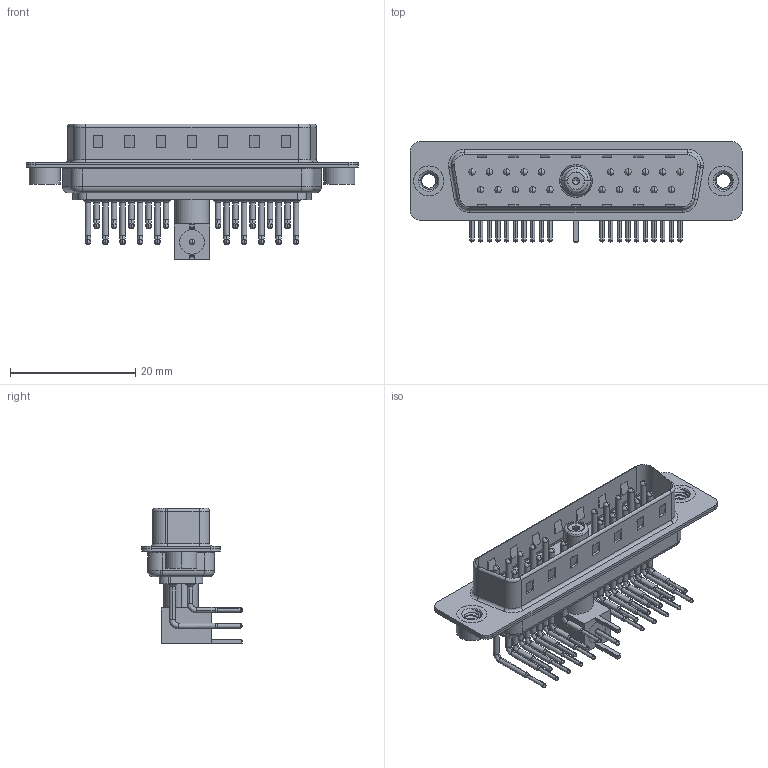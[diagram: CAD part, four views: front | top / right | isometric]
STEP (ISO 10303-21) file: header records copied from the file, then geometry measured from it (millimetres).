
FILE_DESCRIPTION (( 'STEP AP203' ), '1' );
FILE_NAME ('629-21W1240-5NA.STEP', '2022-05-13T21:26:30', ( '' ), ( '' ), 'SwSTEP 2.0', 'SolidWorks 2020', '' );
FILE_SCHEMA (( 'CONFIG_CONTROL_DESIGN' ));
Length unit declared in the file: millimetre
Products named in the file (15): 629-21W1240-5NA; 629Combo Threaded Rivet_2; RA Back Shell; Insulator Socket 2; Insulator Socket; 629Combo Shell Rear_25 Contacts; Co-Ax Jack_RA PC Tail; 629Combo Shell Front_25 Contacts; Locking Collar; Socket_RA; Insulator RA Pin; 629Combo Contact Row 2; 629Combo Contact Row 1; Co-Ax Jack Assy_RA; 629Combo Housing_21W1
Assembly tree (33 placements, depth 3):
  629-21W1240-5NA
    629Combo Housing_21W1
    629Combo Shell Rear_25 Contacts
    629Combo Shell Front_25 Contacts
    629Combo Threaded Rivet_2  x2
    Co-Ax Jack Assy_RA
      Co-Ax Jack_RA PC Tail
      Insulator Socket
      Insulator Socket 2
      Locking Collar
      Socket_RA
      RA Back Shell
      Insulator RA Pin
    629Combo Contact Row 1  x10
    629Combo Contact Row 2  x10
Bounding box: 53.05 x 16 x 21.71 mm (x, y, z)
Volume: 3167 mm3; surface area: 8440.1 mm2
Topology: 32 solids, 32 shells, 2728 faces, 7522 edges, 4875 vertices
Faces by surface type: plane 1508, cylinder 924, bspline 127, cone 111, torus 56, sphere 2
Entity records: 29810 total; most frequent: CARTESIAN_POINT 6336, DIRECTION 4682, ORIENTED_EDGE 4294, EDGE_CURVE 2147, AXIS2_PLACEMENT_3D 1720, VERTEX_POINT 1383, LINE 1242, VECTOR 1242
